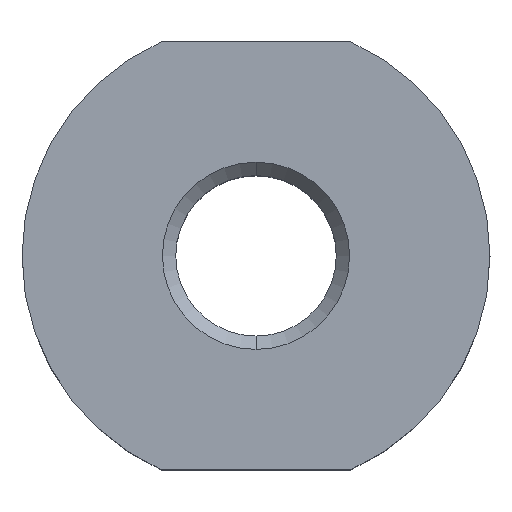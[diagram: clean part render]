
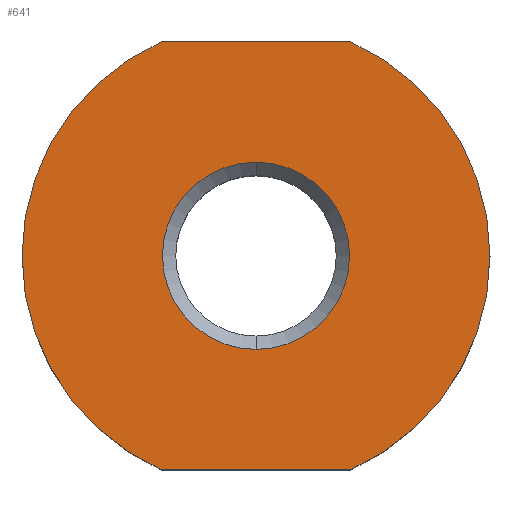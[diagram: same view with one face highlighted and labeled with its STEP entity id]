
A CAD part, top view. The second image highlights one B-rep face of the part: STEP entity #641.
In plain terms, the highlighted planar face has unit normal (0, 0, 1).
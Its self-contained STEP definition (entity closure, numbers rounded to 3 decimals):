
#8 = DIRECTION ( 'NONE',  ( 0., -1., 0. ) ) ;
#27 = CARTESIAN_POINT ( 'NONE',  ( 7.089, 16., 0. ) ) ;
#73 = EDGE_LOOP ( 'NONE', ( #396, #187, #417, #598 ) ) ;
#86 = EDGE_LOOP ( 'NONE', ( #246, #648 ) ) ;
#95 = VERTEX_POINT ( 'NONE', #658 ) ;
#124 = EDGE_CURVE ( 'NONE', #255, #632, #670, .T. ) ;
#127 = CIRCLE ( 'NONE', #411, 7. ) ;
#144 = VERTEX_POINT ( 'NONE', #412 ) ;
#149 = FACE_OUTER_BOUND ( 'NONE', #73, .T. ) ;
#150 = DIRECTION ( 'NONE',  ( 0., -1., 0. ) ) ;
#176 = VECTOR ( 'NONE', #464, 1000. ) ;
#177 = LINE ( 'NONE', #442, #471 ) ;
#178 = DIRECTION ( 'NONE',  ( 0., 0., -1. ) ) ;
#185 = EDGE_CURVE ( 'NONE', #536, #615, #298, .T. ) ;
#187 = ORIENTED_EDGE ( 'NONE', *, *, #185, .F. ) ;
#189 = LINE ( 'NONE', #535, #176 ) ;
#208 = DIRECTION ( 'NONE',  ( 0., 0., -1. ) ) ;
#215 = DIRECTION ( 'NONE',  ( 0., 0., 1. ) ) ;
#245 = DIRECTION ( 'NONE',  ( 0., 1., 0. ) ) ;
#246 = ORIENTED_EDGE ( 'NONE', *, *, #460, .T. ) ;
#253 = CARTESIAN_POINT ( 'NONE',  ( 0., 0., 0. ) ) ;
#255 = VERTEX_POINT ( 'NONE', #673 ) ;
#260 = CARTESIAN_POINT ( 'NONE',  ( 0., 0., 0. ) ) ;
#266 = DIRECTION ( 'NONE',  ( 0., 0., -1. ) ) ;
#298 = CIRCLE ( 'NONE', #348, 17.5 ) ;
#311 = FACE_BOUND ( 'NONE', #86, .T. ) ;
#348 = AXIS2_PLACEMENT_3D ( 'NONE', #253, #731, #245 ) ;
#358 = AXIS2_PLACEMENT_3D ( 'NONE', #525, #215, #520 ) ;
#389 = CARTESIAN_POINT ( 'NONE',  ( -7.089, 16., 0. ) ) ;
#396 = ORIENTED_EDGE ( 'NONE', *, *, #762, .T. ) ;
#406 = CIRCLE ( 'NONE', #606, 7. ) ;
#411 = AXIS2_PLACEMENT_3D ( 'NONE', #631, #266, #150 ) ;
#412 = CARTESIAN_POINT ( 'NONE',  ( 0., -7., 0. ) ) ;
#417 = ORIENTED_EDGE ( 'NONE', *, *, #614, .F. ) ;
#442 = CARTESIAN_POINT ( 'NONE',  ( -17.5, 16., 0. ) ) ;
#460 = EDGE_CURVE ( 'NONE', #144, #95, #406, .T. ) ;
#464 = DIRECTION ( 'NONE',  ( 1., 0., 0. ) ) ;
#471 = VECTOR ( 'NONE', #571, 1000. ) ;
#507 = EDGE_CURVE ( 'NONE', #95, #144, #127, .T. ) ;
#520 = DIRECTION ( 'NONE',  ( 0., -1., 0. ) ) ;
#525 = CARTESIAN_POINT ( 'NONE',  ( 0., 17.5, 0. ) ) ;
#535 = CARTESIAN_POINT ( 'NONE',  ( -17.5, -16., 0. ) ) ;
#536 = VERTEX_POINT ( 'NONE', #27 ) ;
#537 = AXIS2_PLACEMENT_3D ( 'NONE', #660, #178, #718 ) ;
#568 = PLANE ( 'NONE',  #358 ) ;
#571 = DIRECTION ( 'NONE',  ( 1., 0., 0. ) ) ;
#598 = ORIENTED_EDGE ( 'NONE', *, *, #124, .F. ) ;
#606 = AXIS2_PLACEMENT_3D ( 'NONE', #260, #208, #8 ) ;
#614 = EDGE_CURVE ( 'NONE', #632, #536, #177, .T. ) ;
#615 = VERTEX_POINT ( 'NONE', #710 ) ;
#631 = CARTESIAN_POINT ( 'NONE',  ( 0., 0., 0. ) ) ;
#632 = VERTEX_POINT ( 'NONE', #389 ) ;
#641 = ADVANCED_FACE ( 'NONE', ( #311, #149 ), #568, .T. ) ;
#648 = ORIENTED_EDGE ( 'NONE', *, *, #507, .T. ) ;
#658 = CARTESIAN_POINT ( 'NONE',  ( 0., 7., 0. ) ) ;
#660 = CARTESIAN_POINT ( 'NONE',  ( 0., 0., 0. ) ) ;
#670 = CIRCLE ( 'NONE', #537, 17.5 ) ;
#673 = CARTESIAN_POINT ( 'NONE',  ( -7.089, -16., 0. ) ) ;
#710 = CARTESIAN_POINT ( 'NONE',  ( 7.089, -16., 0. ) ) ;
#718 = DIRECTION ( 'NONE',  ( 0., 1., 0. ) ) ;
#731 = DIRECTION ( 'NONE',  ( 0., 0., -1. ) ) ;
#762 = EDGE_CURVE ( 'NONE', #255, #615, #189, .T. ) ;
